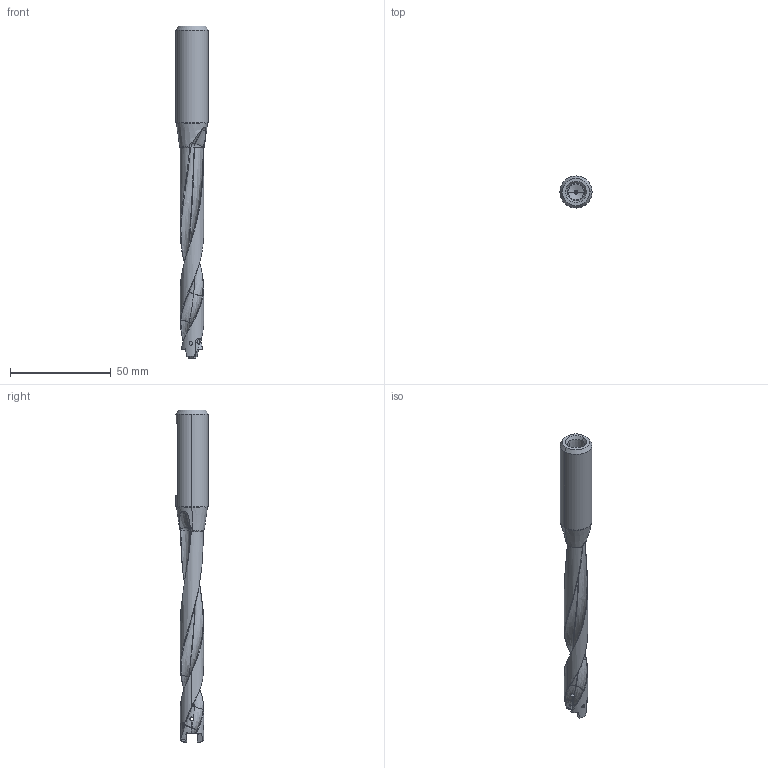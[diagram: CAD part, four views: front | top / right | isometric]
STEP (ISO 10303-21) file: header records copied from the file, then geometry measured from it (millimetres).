
FILE_DESCRIPTION(/* description */ (''),/* implementation_level */ '2;1');
FILE_NAME(/* name */ 'STAWLN0031.stp',/* time_stamp */ '2025-06-11T16:51:48+09:00',/* author */ (''),/* organization */ (''),/* preprocessor_version */ 'ST-DEVELOPER v18.101',/* originating_system */ 'SIEMENS PLM Software NX 2011',/* authorisation */ '');
FILE_SCHEMA (('AUTOMOTIVE_DESIGN { 1 0 10303 214 3 1 1 1 }'));
Length unit declared in the file: millimetre
Products named in the file (1): STAWLN0031_ASM
Bounding box: 15.88 x 15.88 x 164.66 mm (x, y, z)
Volume: 13591.4 mm3; surface area: 9202.2 mm2
Topology: 3 solids, 3 shells, 227 faces, 714 edges, 484 vertices
Faces by surface type: cylinder 77, plane 40, cone 36, bspline 36, sphere 30, torus 8
Entity records: 15919 total; most frequent: CARTESIAN_POINT 10253, ORIENTED_EDGE 1396, DIRECTION 844, EDGE_CURVE 698, VERTEX_POINT 480, B_SPLINE_CURVE_WITH_KNOTS 415, AXIS2_PLACEMENT_3D 355, EDGE_LOOP 240
